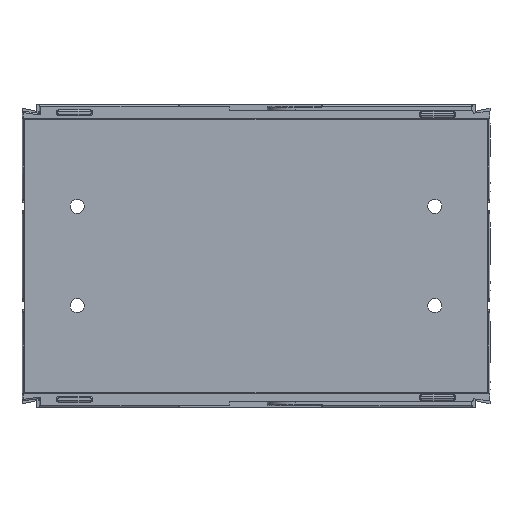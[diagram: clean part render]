
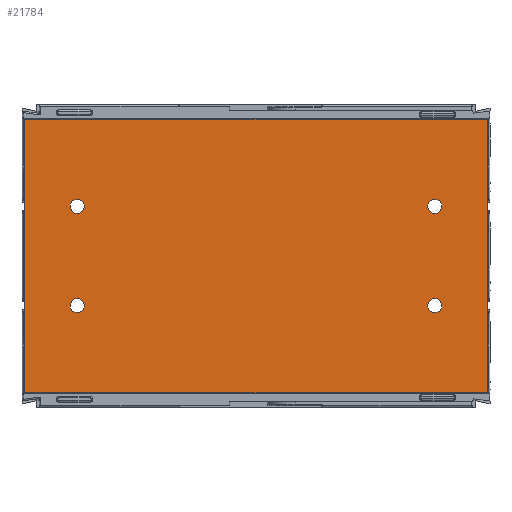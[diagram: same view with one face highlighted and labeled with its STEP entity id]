
A CAD part, front view. The second image highlights one B-rep face of the part: STEP entity #21784.
In plain terms, the highlighted planar face has unit normal (0, -1, 0).
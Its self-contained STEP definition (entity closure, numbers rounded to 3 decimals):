
#86 = VERTEX_POINT ( 'NONE', #40721 ) ;
#90 = DIRECTION ( 'NONE',  ( 0., -1., 0. ) ) ;
#301 = DIRECTION ( 'NONE',  ( 0., 0., -1. ) ) ;
#632 = CARTESIAN_POINT ( 'NONE',  ( -63., 0.8, 20. ) ) ;
#1278 = LINE ( 'NONE', #35897, #8914 ) ;
#1384 = CARTESIAN_POINT ( 'NONE',  ( -63., 0.8, -17.5 ) ) ;
#1593 = DIRECTION ( 'NONE',  ( -1., 0., 0. ) ) ;
#2388 = DIRECTION ( 'NONE',  ( 0., 0., -1. ) ) ;
#2582 = EDGE_CURVE ( 'NONE', #12505, #38041, #21333, .T. ) ;
#3023 = VERTEX_POINT ( 'NONE', #25630 ) ;
#3328 = CARTESIAN_POINT ( 'NONE',  ( 63., 0.8, -17.5 ) ) ;
#3688 = ORIENTED_EDGE ( 'NONE', *, *, #41663, .T. ) ;
#4052 = ORIENTED_EDGE ( 'NONE', *, *, #40090, .F. ) ;
#4316 = CIRCLE ( 'NONE', #13224, 2.5 ) ;
#4592 = CARTESIAN_POINT ( 'NONE',  ( -81.5, 0.8, -48.2 ) ) ;
#4602 = VERTEX_POINT ( 'NONE', #13041 ) ;
#4851 = VERTEX_POINT ( 'NONE', #4592 ) ;
#4923 = CARTESIAN_POINT ( 'NONE',  ( 81.5, 0.8, 0. ) ) ;
#4946 = EDGE_CURVE ( 'NONE', #4851, #86, #28925, .T. ) ;
#5150 = CARTESIAN_POINT ( 'NONE',  ( 0., 0.8, -48.2 ) ) ;
#5561 = CIRCLE ( 'NONE', #12303, 2.5 ) ;
#5655 = FACE_BOUND ( 'NONE', #11663, .T. ) ;
#5670 = VECTOR ( 'NONE', #27843, 1000. ) ;
#6836 = CIRCLE ( 'NONE', #30276, 2.5 ) ;
#7804 = ORIENTED_EDGE ( 'NONE', *, *, #12447, .F. ) ;
#8403 = CARTESIAN_POINT ( 'NONE',  ( -63., 0.8, -20. ) ) ;
#8418 = EDGE_CURVE ( 'NONE', #10952, #18741, #9226, .T. ) ;
#8543 = DIRECTION ( 'NONE',  ( 0., 0., -1. ) ) ;
#8591 = VERTEX_POINT ( 'NONE', #32816 ) ;
#8914 = VECTOR ( 'NONE', #36055, 1000. ) ;
#9226 = LINE ( 'NONE', #17901, #34425 ) ;
#10143 = ORIENTED_EDGE ( 'NONE', *, *, #39999, .F. ) ;
#10478 = DIRECTION ( 'NONE',  ( 0., 0., -1. ) ) ;
#10952 = VERTEX_POINT ( 'NONE', #12744 ) ;
#11224 = PLANE ( 'NONE',  #32567 ) ;
#11367 = DIRECTION ( 'NONE',  ( 0., -1., 0. ) ) ;
#11542 = EDGE_LOOP ( 'NONE', ( #24356, #31689 ) ) ;
#11629 = ORIENTED_EDGE ( 'NONE', *, *, #22071, .F. ) ;
#11663 = EDGE_LOOP ( 'NONE', ( #10143, #39710 ) ) ;
#12105 = CARTESIAN_POINT ( 'NONE',  ( -63., 0.8, 17.5 ) ) ;
#12303 = AXIS2_PLACEMENT_3D ( 'NONE', #12105, #18149, #2388 ) ;
#12304 = CARTESIAN_POINT ( 'NONE',  ( -63., 0.8, 15. ) ) ;
#12447 = EDGE_CURVE ( 'NONE', #32702, #39355, #5561, .T. ) ;
#12505 = VERTEX_POINT ( 'NONE', #8403 ) ;
#12744 = CARTESIAN_POINT ( 'NONE',  ( 81.5, 0.8, 48.2 ) ) ;
#13041 = CARTESIAN_POINT ( 'NONE',  ( 63., 0.8, -15. ) ) ;
#13224 = AXIS2_PLACEMENT_3D ( 'NONE', #1384, #14264, #30650 ) ;
#14264 = DIRECTION ( 'NONE',  ( 0., -1., 0. ) ) ;
#14366 = FACE_OUTER_BOUND ( 'NONE', #31600, .T. ) ;
#14388 = CARTESIAN_POINT ( 'NONE',  ( 0., 0.8, 0. ) ) ;
#16940 = CARTESIAN_POINT ( 'NONE',  ( -81.5, 0.8, 48.2 ) ) ;
#16945 = CARTESIAN_POINT ( 'NONE',  ( -63., 0.8, -17.5 ) ) ;
#17048 = VERTEX_POINT ( 'NONE', #25293 ) ;
#17109 = CARTESIAN_POINT ( 'NONE',  ( 63., 0.8, -17.5 ) ) ;
#17438 = EDGE_LOOP ( 'NONE', ( #11629, #7804 ) ) ;
#17901 = CARTESIAN_POINT ( 'NONE',  ( 0., 0.8, 48.2 ) ) ;
#18149 = DIRECTION ( 'NONE',  ( 0., -1., 0. ) ) ;
#18481 = CIRCLE ( 'NONE', #26195, 2.5 ) ;
#18741 = VERTEX_POINT ( 'NONE', #16940 ) ;
#18957 = FACE_BOUND ( 'NONE', #11542, .T. ) ;
#20220 = AXIS2_PLACEMENT_3D ( 'NONE', #16945, #33190, #10478 ) ;
#20541 = LINE ( 'NONE', #4923, #5670 ) ;
#20668 = AXIS2_PLACEMENT_3D ( 'NONE', #3328, #29559, #301 ) ;
#21333 = CIRCLE ( 'NONE', #20220, 2.5 ) ;
#21784 = ADVANCED_FACE ( 'NONE', ( #14366, #5655, #22045, #18957, #37492 ), #11224, .T. ) ;
#22045 = FACE_BOUND ( 'NONE', #42259, .T. ) ;
#22071 = EDGE_CURVE ( 'NONE', #39355, #32702, #32820, .T. ) ;
#22943 = AXIS2_PLACEMENT_3D ( 'NONE', #33447, #23670, #23519 ) ;
#23425 = DIRECTION ( 'NONE',  ( 0., -1., 0. ) ) ;
#23519 = DIRECTION ( 'NONE',  ( 0., 0., -1. ) ) ;
#23670 = DIRECTION ( 'NONE',  ( 0., -1., 0. ) ) ;
#24356 = ORIENTED_EDGE ( 'NONE', *, *, #2582, .F. ) ;
#24368 = DIRECTION ( 'NONE',  ( 1., 0., 0. ) ) ;
#24506 = CIRCLE ( 'NONE', #20668, 2.5 ) ;
#25293 = CARTESIAN_POINT ( 'NONE',  ( 63., 0.8, -20. ) ) ;
#25630 = CARTESIAN_POINT ( 'NONE',  ( 63., 0.8, 20. ) ) ;
#26185 = CARTESIAN_POINT ( 'NONE',  ( 63., 0.8, 17.5 ) ) ;
#26195 = AXIS2_PLACEMENT_3D ( 'NONE', #26185, #90, #39538 ) ;
#26862 = EDGE_CURVE ( 'NONE', #18741, #4851, #1278, .T. ) ;
#26866 = DIRECTION ( 'NONE',  ( 0., 0., -1. ) ) ;
#27633 = CARTESIAN_POINT ( 'NONE',  ( 63., 0.8, 17.5 ) ) ;
#27811 = AXIS2_PLACEMENT_3D ( 'NONE', #17109, #23425, #26866 ) ;
#27843 = DIRECTION ( 'NONE',  ( 0., 0., 1. ) ) ;
#28925 = LINE ( 'NONE', #5150, #31015 ) ;
#29559 = DIRECTION ( 'NONE',  ( 0., -1., 0. ) ) ;
#30276 = AXIS2_PLACEMENT_3D ( 'NONE', #27633, #34678, #8543 ) ;
#30650 = DIRECTION ( 'NONE',  ( 0., 0., -1. ) ) ;
#31015 = VECTOR ( 'NONE', #24368, 1000. ) ;
#31443 = ORIENTED_EDGE ( 'NONE', *, *, #34287, .F. ) ;
#31600 = EDGE_LOOP ( 'NONE', ( #3688, #35626, #35273, #42103 ) ) ;
#31689 = ORIENTED_EDGE ( 'NONE', *, *, #37556, .F. ) ;
#32567 = AXIS2_PLACEMENT_3D ( 'NONE', #14388, #11367, #33933 ) ;
#32702 = VERTEX_POINT ( 'NONE', #632 ) ;
#32816 = CARTESIAN_POINT ( 'NONE',  ( 63., 0.8, 15. ) ) ;
#32820 = CIRCLE ( 'NONE', #22943, 2.5 ) ;
#33190 = DIRECTION ( 'NONE',  ( 0., -1., 0. ) ) ;
#33447 = CARTESIAN_POINT ( 'NONE',  ( -63., 0.8, 17.5 ) ) ;
#33933 = DIRECTION ( 'NONE',  ( 0., 0., -1. ) ) ;
#34287 = EDGE_CURVE ( 'NONE', #17048, #4602, #24506, .T. ) ;
#34425 = VECTOR ( 'NONE', #1593, 1000. ) ;
#34678 = DIRECTION ( 'NONE',  ( 0., -1., 0. ) ) ;
#35273 = ORIENTED_EDGE ( 'NONE', *, *, #26862, .T. ) ;
#35626 = ORIENTED_EDGE ( 'NONE', *, *, #8418, .T. ) ;
#35897 = CARTESIAN_POINT ( 'NONE',  ( -81.5, 0.8, 0. ) ) ;
#36055 = DIRECTION ( 'NONE',  ( 0., 0., -1. ) ) ;
#37492 = FACE_BOUND ( 'NONE', #17438, .T. ) ;
#37556 = EDGE_CURVE ( 'NONE', #38041, #12505, #4316, .T. ) ;
#38035 = CIRCLE ( 'NONE', #27811, 2.5 ) ;
#38041 = VERTEX_POINT ( 'NONE', #40772 ) ;
#38581 = EDGE_CURVE ( 'NONE', #3023, #8591, #6836, .T. ) ;
#39355 = VERTEX_POINT ( 'NONE', #12304 ) ;
#39538 = DIRECTION ( 'NONE',  ( 0., 0., -1. ) ) ;
#39710 = ORIENTED_EDGE ( 'NONE', *, *, #38581, .F. ) ;
#39999 = EDGE_CURVE ( 'NONE', #8591, #3023, #18481, .T. ) ;
#40090 = EDGE_CURVE ( 'NONE', #4602, #17048, #38035, .T. ) ;
#40721 = CARTESIAN_POINT ( 'NONE',  ( 81.5, 0.8, -48.2 ) ) ;
#40772 = CARTESIAN_POINT ( 'NONE',  ( -63., 0.8, -15. ) ) ;
#41663 = EDGE_CURVE ( 'NONE', #86, #10952, #20541, .T. ) ;
#42103 = ORIENTED_EDGE ( 'NONE', *, *, #4946, .T. ) ;
#42259 = EDGE_LOOP ( 'NONE', ( #31443, #4052 ) ) ;
